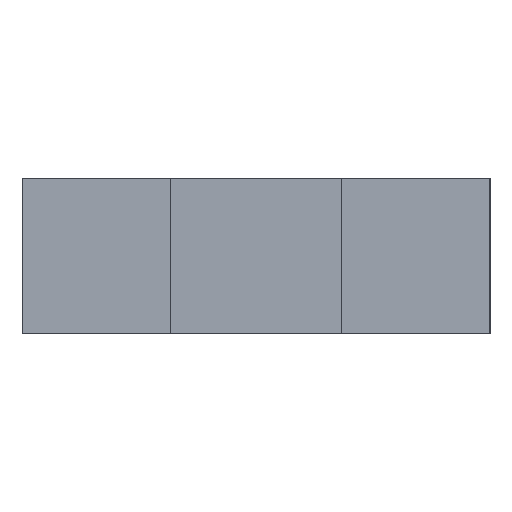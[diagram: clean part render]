
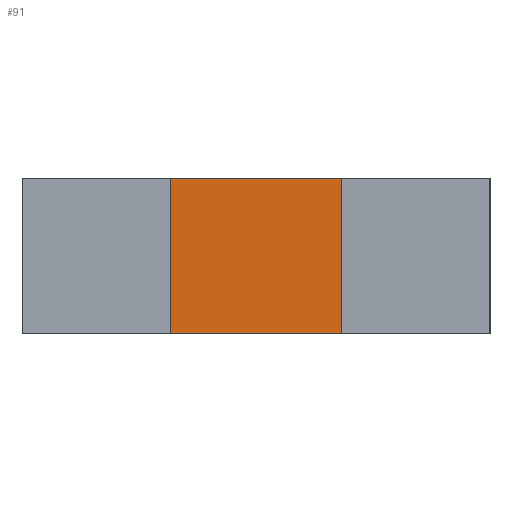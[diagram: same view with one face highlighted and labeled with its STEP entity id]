
A CAD part, left-side view. The second image highlights one B-rep face of the part: STEP entity #91.
In plain terms, the highlighted planar face has unit normal (-1, 0, 0).
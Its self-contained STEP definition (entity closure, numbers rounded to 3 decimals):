
#91=ADVANCED_FACE('',(#185),#186,.T.);
#185=FACE_OUTER_BOUND('',#279,.T.);
#186=PLANE('',#280);
#279=EDGE_LOOP('',(#483,#484,#485,#486));
#280=AXIS2_PLACEMENT_3D('',#487,#488,#489);
#483=ORIENTED_EDGE('',*,*,#637,.F.);
#484=ORIENTED_EDGE('',*,*,#629,.T.);
#485=ORIENTED_EDGE('',*,*,#624,.F.);
#486=ORIENTED_EDGE('',*,*,#633,.T.);
#487=CARTESIAN_POINT('',(23.5,15.0,5.0));
#488=DIRECTION('',(-1.0,0.0,0.0));
#489=DIRECTION('',(0.0,1.0,0.0));
#624=EDGE_CURVE('',#760,#762,#763,.T.);
#629=EDGE_CURVE('',#770,#762,#771,.T.);
#633=EDGE_CURVE('',#760,#776,#777,.T.);
#637=EDGE_CURVE('',#770,#776,#782,.T.);
#760=VERTEX_POINT('',#953);
#762=VERTEX_POINT('',#956);
#763=LINE('',#957,#958);
#770=VERTEX_POINT('',#968);
#771=LINE('',#969,#970);
#776=VERTEX_POINT('',#977);
#777=LINE('',#978,#979);
#782=LINE('',#986,#987);
#953=CARTESIAN_POINT('',(23.5,9.5,0.0));
#956=CARTESIAN_POINT('',(23.5,20.5,0.0));
#957=CARTESIAN_POINT('',(23.5,15.0,0.0));
#958=VECTOR('',#1079,1.0);
#968=CARTESIAN_POINT('',(23.5,20.5,10.0));
#969=CARTESIAN_POINT('',(23.5,20.5,5.0));
#970=VECTOR('',#1083,1.0);
#977=CARTESIAN_POINT('',(23.5,9.5,10.0));
#978=CARTESIAN_POINT('',(23.5,9.5,5.0));
#979=VECTOR('',#1086,1.0);
#986=CARTESIAN_POINT('',(23.5,15.0,10.0));
#987=VECTOR('',#1089,1.0);
#1079=DIRECTION('',(0.0,1.0,-0.0));
#1083=DIRECTION('',(0.0,0.0,-1.0));
#1086=DIRECTION('',(0.0,0.0,1.0));
#1089=DIRECTION('',(-0.0,-1.0,-0.0));
